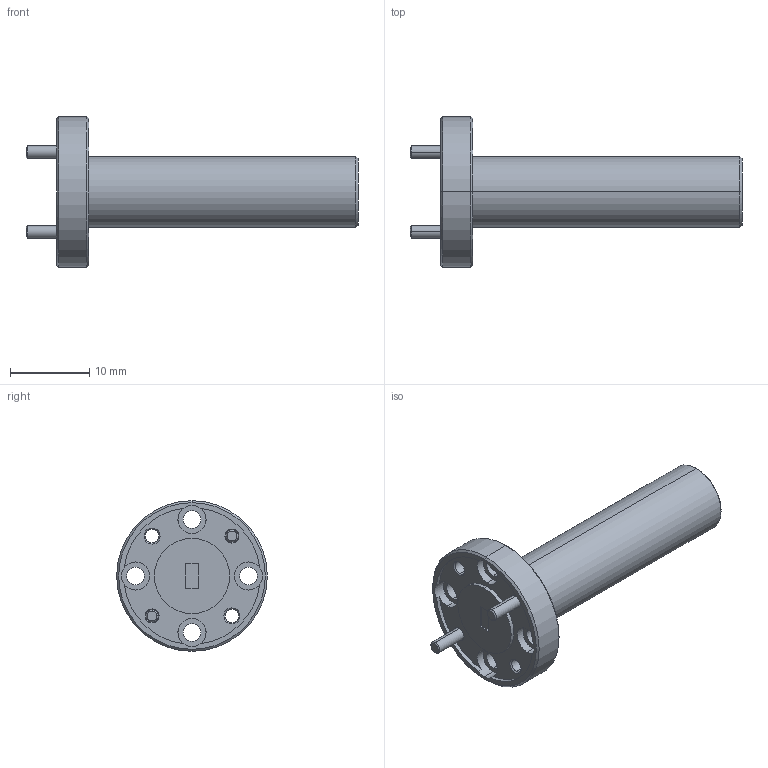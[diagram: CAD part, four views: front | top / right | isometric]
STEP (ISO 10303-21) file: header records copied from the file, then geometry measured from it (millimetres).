
FILE_DESCRIPTION (( 'STEP AP203' ), '1' );
FILE_NAME ('SWL-1227-S1.STEP', '2023-01-10T01:54:39', ( '' ), ( '' ), 'SwSTEP 2.0', 'SolidWorks 2021', '' );
FILE_SCHEMA (( 'CONFIG_CONTROL_DESIGN' ));
Length unit declared in the file: inch
Products named in the file (3): SWL-1227-S1; PHW-DPXXXX-Y_PHW-DP0631-W; DMWL-12-401-A1, df
Assembly tree (3 placements, depth 2):
  SWL-1227-S1
    DMWL-12-401-A1, df
    PHW-DPXXXX-Y_PHW-DP0631-W  x2
Bounding box: 41.97 x 19.05 x 19.05 mm (x, y, z)
Volume: 3101.4 mm3; surface area: 2012.2 mm2
Topology: 3 solids, 3 shells, 78 faces, 182 edges, 114 vertices
Faces by surface type: cylinder 38, cone 22, plane 18
Entity records: 2441 total; most frequent: DIRECTION 418, CARTESIAN_POINT 350, ORIENTED_EDGE 336, AXIS2_PLACEMENT_3D 174, EDGE_CURVE 168, VERTEX_POINT 106, CIRCLE 98, EDGE_LOOP 90
